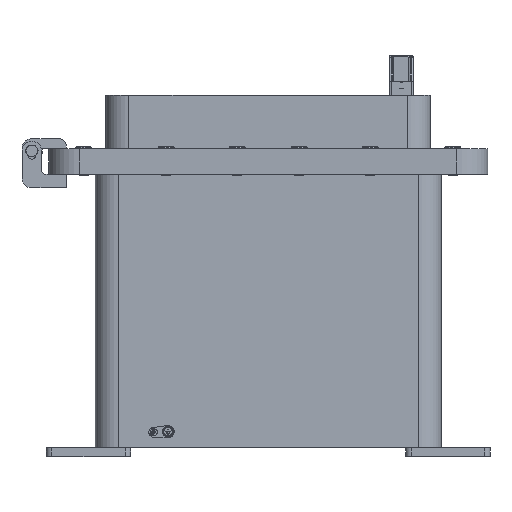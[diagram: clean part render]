
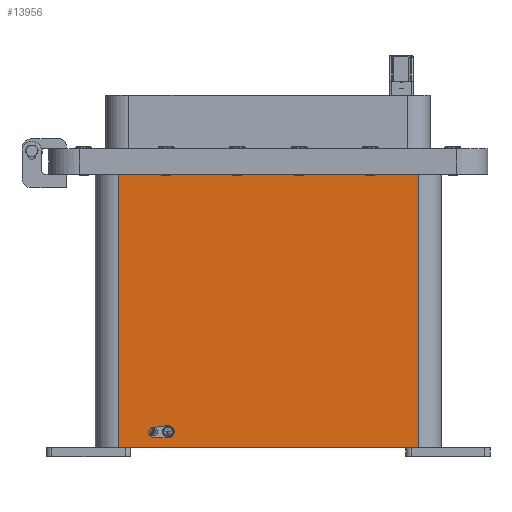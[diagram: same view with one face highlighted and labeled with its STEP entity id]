
A CAD part, front view. The second image highlights one B-rep face of the part: STEP entity #13956.
In plain terms, the highlighted planar face has unit normal (0, -1, 0).
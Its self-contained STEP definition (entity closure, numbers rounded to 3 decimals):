
#443 = EDGE_CURVE ( 'NONE', #13037, #13037, #14355, .T. ) ;
#691 = EDGE_CURVE ( 'NONE', #26802, #13804, #30208, .T. ) ;
#747 = CARTESIAN_POINT ( 'NONE',  ( 196.5, -294., -308. ) ) ;
#2931 = CARTESIAN_POINT ( 'NONE',  ( 27.5, -294., -308. ) ) ;
#3203 = VECTOR ( 'NONE', #33991, 1000. ) ;
#3619 = DIRECTION ( 'NONE',  ( 1., 0., 0. ) ) ;
#3838 = DIRECTION ( 'NONE',  ( 0., 1., 0. ) ) ;
#4073 = LINE ( 'NONE', #30872, #6551 ) ;
#4150 = VERTEX_POINT ( 'NONE', #27521 ) ;
#4417 = CARTESIAN_POINT ( 'NONE',  ( 185.183, -294., -308. ) ) ;
#5800 = CARTESIAN_POINT ( 'NONE',  ( -141.5, -294., -308. ) ) ;
#6495 = CARTESIAN_POINT ( 'NONE',  ( -85.5, -294., -290. ) ) ;
#6499 = PLANE ( 'NONE',  #8808 ) ;
#6551 = VECTOR ( 'NONE', #18050, 1000. ) ;
#7970 = FACE_BOUND ( 'NONE', #30285, .T. ) ;
#8144 = LINE ( 'NONE', #2931, #3203 ) ;
#8432 = VERTEX_POINT ( 'NONE', #19308 ) ;
#8462 = CARTESIAN_POINT ( 'NONE',  ( -80.75, -294., -290. ) ) ;
#8808 = AXIS2_PLACEMENT_3D ( 'NONE', #747, #24637, #16648 ) ;
#9478 = ORIENTED_EDGE ( 'NONE', *, *, #13494, .T. ) ;
#9858 = AXIS2_PLACEMENT_3D ( 'NONE', #6495, #3838, #3619 ) ;
#10053 = DIRECTION ( 'NONE',  ( 0., 0., 1. ) ) ;
#10545 = LINE ( 'NONE', #19673, #30179 ) ;
#11120 = ORIENTED_EDGE ( 'NONE', *, *, #443, .T. ) ;
#12747 = CARTESIAN_POINT ( 'NONE',  ( 196.5, -294., 0. ) ) ;
#13037 = VERTEX_POINT ( 'NONE', #8462 ) ;
#13494 = EDGE_CURVE ( 'NONE', #15324, #4150, #10545, .T. ) ;
#13804 = VERTEX_POINT ( 'NONE', #31828 ) ;
#13956 = ADVANCED_FACE ( 'NONE', ( #25207, #7970 ), #6499, .T. ) ;
#14098 = VECTOR ( 'NONE', #20272, 1000. ) ;
#14355 = CIRCLE ( 'NONE', #9858, 4.75 ) ;
#14402 = DIRECTION ( 'NONE',  ( 1., 0., 0. ) ) ;
#14432 = LINE ( 'NONE', #17983, #18940 ) ;
#15324 = VERTEX_POINT ( 'NONE', #4417 ) ;
#15739 = ORIENTED_EDGE ( 'NONE', *, *, #17849, .F. ) ;
#16586 = EDGE_CURVE ( 'NONE', #26802, #8432, #14432, .T. ) ;
#16648 = DIRECTION ( 'NONE',  ( -1., 0., 0. ) ) ;
#17849 = EDGE_CURVE ( 'NONE', #13804, #32503, #4073, .T. ) ;
#17983 = CARTESIAN_POINT ( 'NONE',  ( -141.5, -294., -308. ) ) ;
#18050 = DIRECTION ( 'NONE',  ( 1., 0., 0. ) ) ;
#18240 = EDGE_CURVE ( 'NONE', #8432, #15324, #8144, .T. ) ;
#18534 = ORIENTED_EDGE ( 'NONE', *, *, #16586, .T. ) ;
#18818 = VECTOR ( 'NONE', #10053, 1000. ) ;
#18940 = VECTOR ( 'NONE', #33831, 1000. ) ;
#19308 = CARTESIAN_POINT ( 'NONE',  ( -130.183, -294., -308. ) ) ;
#19663 = EDGE_CURVE ( 'NONE', #4150, #32503, #27940, .T. ) ;
#19673 = CARTESIAN_POINT ( 'NONE',  ( 27.5, -294., -308. ) ) ;
#20272 = DIRECTION ( 'NONE',  ( 0., 0., 1. ) ) ;
#20415 = CARTESIAN_POINT ( 'NONE',  ( -141.5, -294., -308. ) ) ;
#24637 = DIRECTION ( 'NONE',  ( 0., -1., 0. ) ) ;
#25207 = FACE_OUTER_BOUND ( 'NONE', #27906, .T. ) ;
#26802 = VERTEX_POINT ( 'NONE', #5800 ) ;
#27293 = ORIENTED_EDGE ( 'NONE', *, *, #18240, .T. ) ;
#27521 = CARTESIAN_POINT ( 'NONE',  ( 196.5, -294., -308. ) ) ;
#27906 = EDGE_LOOP ( 'NONE', ( #30195, #15739, #29671, #18534, #27293, #9478 ) ) ;
#27940 = LINE ( 'NONE', #28222, #14098 ) ;
#28222 = CARTESIAN_POINT ( 'NONE',  ( 196.5, -294., -308. ) ) ;
#29671 = ORIENTED_EDGE ( 'NONE', *, *, #691, .F. ) ;
#30179 = VECTOR ( 'NONE', #14402, 1000. ) ;
#30195 = ORIENTED_EDGE ( 'NONE', *, *, #19663, .T. ) ;
#30208 = LINE ( 'NONE', #20415, #18818 ) ;
#30285 = EDGE_LOOP ( 'NONE', ( #11120 ) ) ;
#30872 = CARTESIAN_POINT ( 'NONE',  ( -141.5, -294., 0. ) ) ;
#31828 = CARTESIAN_POINT ( 'NONE',  ( -141.5, -294., 0. ) ) ;
#32503 = VERTEX_POINT ( 'NONE', #12747 ) ;
#33831 = DIRECTION ( 'NONE',  ( 1., 0., 0. ) ) ;
#33991 = DIRECTION ( 'NONE',  ( 1., 0., 0. ) ) ;
